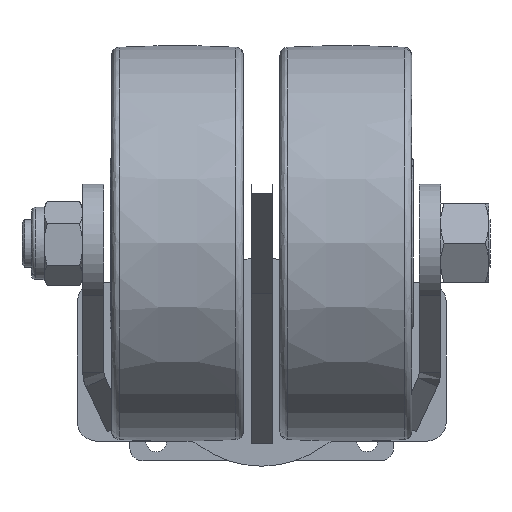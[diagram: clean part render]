
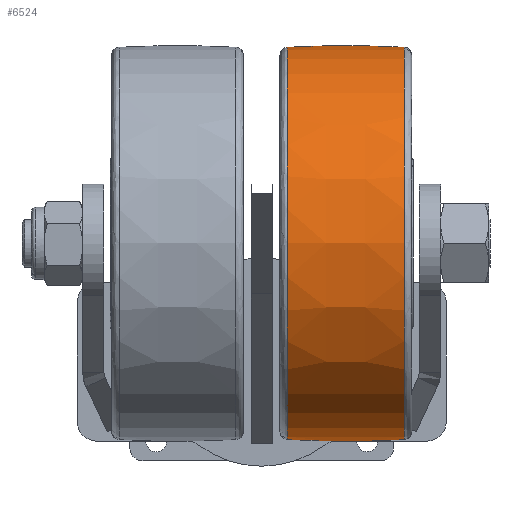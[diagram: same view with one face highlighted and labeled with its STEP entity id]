
A CAD part, front view. The second image highlights one B-rep face of the part: STEP entity #6524.
In plain terms, the highlighted free-form (B-spline) face has degree [3, 3] with [4, 4] control points.
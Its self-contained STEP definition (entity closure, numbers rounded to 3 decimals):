
#872 = DIRECTION ( 'NONE',  ( 0., 0., 1. ) ) ;
#1383 = CARTESIAN_POINT ( 'NONE',  ( 108.182, -260., -58.771 ) ) ;
#1459 = CARTESIAN_POINT ( 'NONE',  ( 49.057, -260., -60.41 ) ) ;
#1469 = ORIENTED_EDGE ( 'NONE', *, *, #2151, .T. ) ;
#1937 = AXIS2_PLACEMENT_3D ( 'NONE', #19925, #6156, #872 ) ;
#2091 = CIRCLE ( 'NONE', #5759, 148.771 ) ;
#2151 = EDGE_CURVE ( 'NONE', #15091, #5476, #18342, .T. ) ;
#2469 = CARTESIAN_POINT ( 'NONE',  ( 19.518, -260., 238.771 ) ) ;
#2554 = EDGE_CURVE ( 'NONE', #14771, #7404, #2091, .T. ) ;
#2682 = AXIS2_PLACEMENT_3D ( 'NONE', #6854, #6636, #18952 ) ;
#2917 = CARTESIAN_POINT ( 'NONE',  ( 19.518, -557.541, 238.771 ) ) ;
#3340 = DIRECTION ( 'NONE',  ( 0., 0., 1. ) ) ;
#4681 = CARTESIAN_POINT ( 'NONE',  ( 49.057, -560.82, -60.41 ) ) ;
#4836 = CARTESIAN_POINT ( 'NONE',  ( 108.182, -557.541, -58.771 ) ) ;
#4949 = CARTESIAN_POINT ( 'NONE',  ( 63.85, -260., -560. ) ) ;
#5368 = CARTESIAN_POINT ( 'NONE',  ( 19.518, -260., -58.771 ) ) ;
#5476 = VERTEX_POINT ( 'NONE', #5368 ) ;
#5759 = AXIS2_PLACEMENT_3D ( 'NONE', #15826, #19376, #8853 ) ;
#6156 = DIRECTION ( 'NONE',  ( 1., 0., 0. ) ) ;
#6330 = ORIENTED_EDGE ( 'NONE', *, *, #9306, .T. ) ;
#6524 = ADVANCED_FACE ( 'NONE', ( #8947 ), #9192, .T. ) ;
#6636 = DIRECTION ( 'NONE',  ( 0., -1., 0. ) ) ;
#6854 = CARTESIAN_POINT ( 'NONE',  ( 63.85, -260., 740. ) ) ;
#7404 = VERTEX_POINT ( 'NONE', #18710 ) ;
#8212 = CARTESIAN_POINT ( 'NONE',  ( 19.518, -557.541, -58.771 ) ) ;
#8289 = CARTESIAN_POINT ( 'NONE',  ( 78.643, -560.82, -60.41 ) ) ;
#8373 = CARTESIAN_POINT ( 'NONE',  ( 49.057, -260., 240.41 ) ) ;
#8482 = DIRECTION ( 'NONE',  ( 0., 1., 0. ) ) ;
#8853 = DIRECTION ( 'NONE',  ( 0., 0., 1. ) ) ;
#8947 = FACE_OUTER_BOUND ( 'NONE', #11588, .T. ) ;
#9192 =( BOUNDED_SURFACE ( )  B_SPLINE_SURFACE ( 3, 3, ( 
 ( #9983, #8212, #2917, #22369 ),
 ( #1459, #4681, #22515, #8373 ),
 ( #20676, #8289, #18839, #16976 ),
 ( #1383, #4836, #20519, #17052 ) ),
 .UNSPECIFIED., .F., .F., .T. ) 
 B_SPLINE_SURFACE_WITH_KNOTS ( ( 4, 4 ),
 ( 4, 4 ),
 ( 0., 1. ),
 ( 0., 1. ),
 .UNSPECIFIED. ) 
 GEOMETRIC_REPRESENTATION_ITEM ( )  RATIONAL_B_SPLINE_SURFACE ( (
 ( 1., 0.333, 0.333, 1.),
 ( 0.999, 0.333, 0.333, 0.999),
 ( 0.999, 0.333, 0.333, 0.999),
 ( 1., 0.333, 0.333, 1.) ) ) 
 REPRESENTATION_ITEM ( '' )  SURFACE ( )  );
#9306 = EDGE_CURVE ( 'NONE', #5476, #14771, #19154, .T. ) ;
#9983 = CARTESIAN_POINT ( 'NONE',  ( 19.518, -260., -58.771 ) ) ;
#10867 = ORIENTED_EDGE ( 'NONE', *, *, #21244, .F. ) ;
#11588 = EDGE_LOOP ( 'NONE', ( #1469, #6330, #12651, #10867 ) ) ;
#12651 = ORIENTED_EDGE ( 'NONE', *, *, #2554, .T. ) ;
#14771 = VERTEX_POINT ( 'NONE', #20164 ) ;
#15091 = VERTEX_POINT ( 'NONE', #2469 ) ;
#15826 = CARTESIAN_POINT ( 'NONE',  ( 108.182, -260., 90. ) ) ;
#16894 = CIRCLE ( 'NONE', #20101, 800. ) ;
#16976 = CARTESIAN_POINT ( 'NONE',  ( 78.643, -260., 240.41 ) ) ;
#17052 = CARTESIAN_POINT ( 'NONE',  ( 108.182, -260., 238.771 ) ) ;
#18342 = CIRCLE ( 'NONE', #1937, 148.771 ) ;
#18710 = CARTESIAN_POINT ( 'NONE',  ( 108.182, -260., 238.771 ) ) ;
#18839 = CARTESIAN_POINT ( 'NONE',  ( 78.643, -560.82, 240.41 ) ) ;
#18952 = DIRECTION ( 'NONE',  ( 0., 0., -1. ) ) ;
#19154 = CIRCLE ( 'NONE', #2682, 800. ) ;
#19376 = DIRECTION ( 'NONE',  ( -1., 0., 0. ) ) ;
#19925 = CARTESIAN_POINT ( 'NONE',  ( 19.518, -260., 90. ) ) ;
#20101 = AXIS2_PLACEMENT_3D ( 'NONE', #4949, #8482, #3340 ) ;
#20164 = CARTESIAN_POINT ( 'NONE',  ( 108.182, -260., -58.771 ) ) ;
#20519 = CARTESIAN_POINT ( 'NONE',  ( 108.182, -557.541, 238.771 ) ) ;
#20676 = CARTESIAN_POINT ( 'NONE',  ( 78.643, -260., -60.41 ) ) ;
#21244 = EDGE_CURVE ( 'NONE', #15091, #7404, #16894, .T. ) ;
#22369 = CARTESIAN_POINT ( 'NONE',  ( 19.518, -260., 238.771 ) ) ;
#22515 = CARTESIAN_POINT ( 'NONE',  ( 49.057, -560.82, 240.41 ) ) ;
